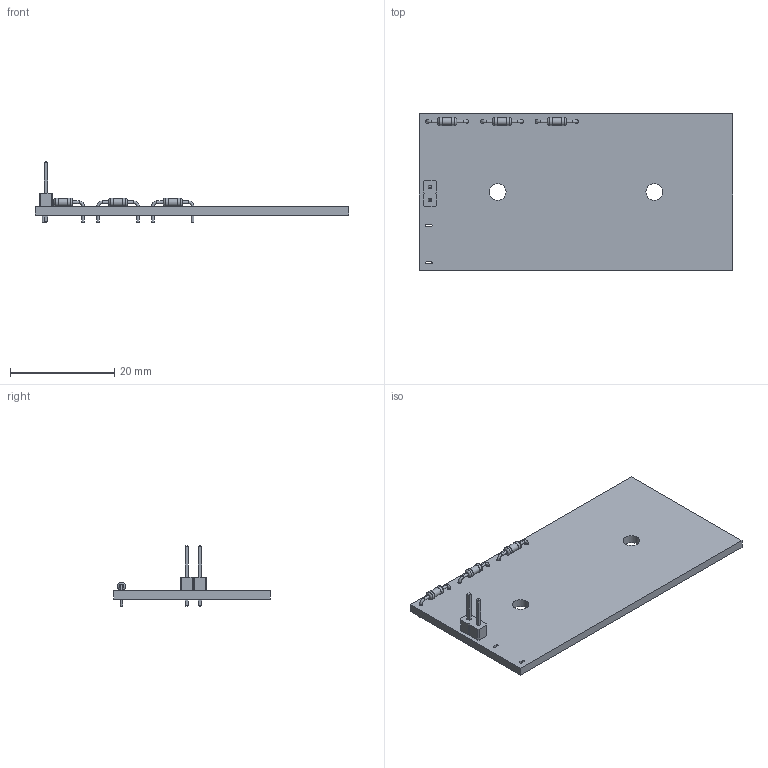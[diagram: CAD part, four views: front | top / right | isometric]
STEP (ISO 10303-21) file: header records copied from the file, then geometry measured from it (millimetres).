
FILE_DESCRIPTION(('KiCad electronic assembly'),'2;1');
FILE_NAME('base.step','2020-01-15T10:02:02',('An Author'),('A Company'), 'Open CASCADE STEP processor 6.9','KiCad to STEP converter','Unknown' );
FILE_SCHEMA(('AUTOMOTIVE_DESIGN { 1 0 10303 214 1 1 1 1 }'));
Length unit declared in the file: millimetre
Products named in the file (6): Open CASCADE STEP translator 6.9 1; R_Axial_DIN0204_L3.6mm_D1.6mm_P7.62mm_Horizontal; SOLID; PinHeader_1x02_P2.54mm_Vertical; COMPOUND
Assembly tree (7 placements, depth 3):
  Open CASCADE STEP translator 6.9 1
    R_Axial_DIN0204_L3.6mm_D1.6mm_P7.62mm_Horizontal  x3
      SOLID
    PinHeader_1x02_P2.54mm_Vertical
      SOLID
    COMPOUND
Bounding box: 60 x 30 x 11.54 mm (x, y, z)
Volume: 2911 mm3; surface area: 4139.5 mm2
Topology: 5 solids, 5 shells, 127 faces, 269 edges, 168 vertices
Faces by surface type: plane 80, cylinder 35, torus 12
Full cylindrical faces by diameter (mm): 0.5 x12, 0.7 x6, 1 x2, 1.44 x3, 1.6 x6, 3.2 x2
Entity records: 6260 total; most frequent: CARTESIAN_POINT 1194, DIRECTION 855, LINE 555, VECTOR 555, ORIENTED_EDGE 430, PCURVE 430, DEFINITIONAL_REPRESENTATION 430, EDGE_CURVE 215
